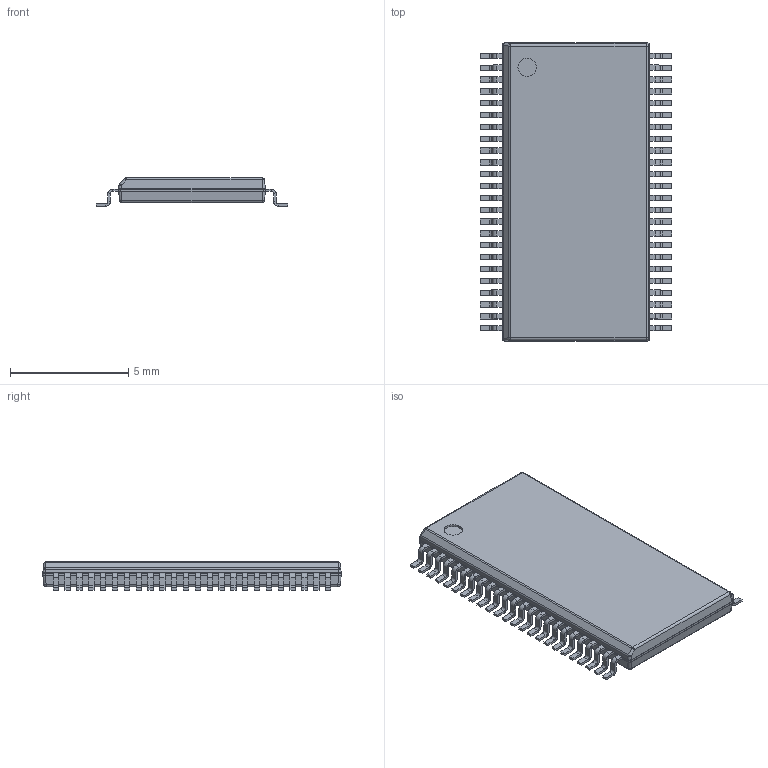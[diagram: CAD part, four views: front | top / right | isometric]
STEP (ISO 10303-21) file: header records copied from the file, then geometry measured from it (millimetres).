
FILE_DESCRIPTION(('Open CASCADE Model'),'2;1');
FILE_NAME('Open CASCADE Shape Model','2024-04-15T09:22:25',('Author'),( 'Open CASCADE'),'Open CASCADE STEP processor 7.5','Open CASCADE 7.5' ,'Unknown');
FILE_SCHEMA(('AUTOMOTIVE_DESIGN { 1 0 10303 214 1 1 1 1 }'));
Length unit declared in the file: millimetre
Products named in the file (5): TSSOP50P810X120-48N.step; Open CASCADE STEP translator 7.5 12.1; Body; Open CASCADE STEP translator 7.5 12.2.1; Leader
Assembly tree (51 placements, depth 3):
  TSSOP50P810X120-48N.step
    Open CASCADE STEP translator 7.5 12.1
    Body
      Open CASCADE STEP translator 7.5 12.2.1
    Leader  x48
Bounding box: 8.1 x 12.6 x 1.2 mm (x, y, z)
Volume: 82.1 mm3; surface area: 235.9 mm2
Topology: 49 solids, 50 shells, 1123 faces, 2250 edges, 1217 vertices
Faces by surface type: plane 881, cylinder 224, sphere 10, bspline 8
Full cylindrical faces by diameter (mm): 0.775 x1
Entity records: 6144 total; most frequent: CARTESIAN_POINT 2392, DIRECTION 666, ORIENTED_EDGE 343, PCURVE 343, DEFINITIONAL_REPRESENTATION 343, LINE 311, VECTOR 311, AXIS2_PLACEMENT_3D 174
